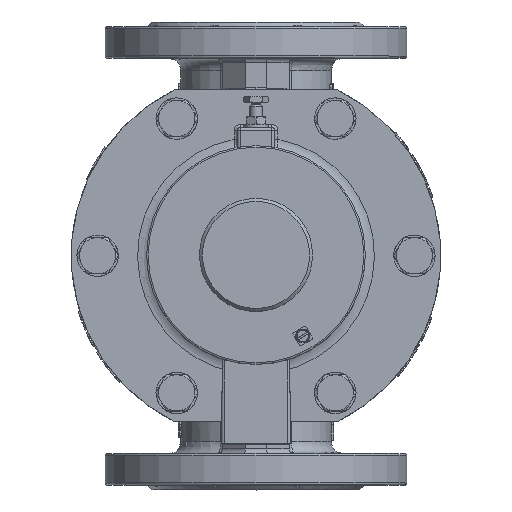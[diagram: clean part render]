
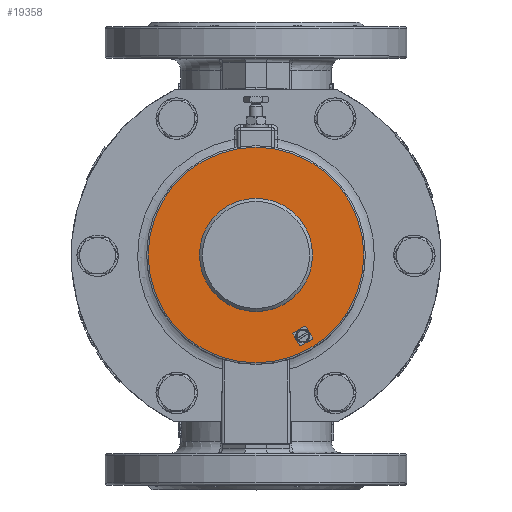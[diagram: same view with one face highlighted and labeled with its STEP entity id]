
A CAD part, top view. The second image highlights one B-rep face of the part: STEP entity #19358.
In plain terms, the highlighted planar face has unit normal (0, 0, 1).
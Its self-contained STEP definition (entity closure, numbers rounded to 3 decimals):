
#482=FACE_BOUND('',#5817,.T.);
#483=FACE_BOUND('',#5818,.T.);
#2101=LINE('',#28688,#3226);
#2112=LINE('',#28709,#3237);
#2113=LINE('',#28712,#3238);
#2115=LINE('',#28716,#3240);
#2117=LINE('',#28720,#3242);
#2119=LINE('',#28724,#3244);
#2121=LINE('',#28728,#3246);
#2123=LINE('',#28731,#3248);
#3226=VECTOR('',#22792,9.);
#3237=VECTOR('',#22807,0.707);
#3238=VECTOR('',#22810,0.707);
#3240=VECTOR('',#22814,9.);
#3242=VECTOR('',#22818,0.707);
#3244=VECTOR('',#22822,9.);
#3246=VECTOR('',#22826,0.707);
#3248=VECTOR('',#22830,9.);
#4600=FACE_OUTER_BOUND('',#5816,.T.);
#5816=EDGE_LOOP('',(#13589));
#5817=EDGE_LOOP('',(#13590,#13591,#13592,#13593,#13594,#13595,#13596,#13597));
#5818=EDGE_LOOP('',(#13598));
#7130=CIRCLE('',#20702,71.5);
#7131=CIRCLE('',#20703,30.);
#7948=VERTEX_POINT('',#28684);
#7950=VERTEX_POINT('',#28687);
#7958=VERTEX_POINT('',#28707);
#7959=VERTEX_POINT('',#28711);
#7960=VERTEX_POINT('',#28715);
#7961=VERTEX_POINT('',#28719);
#7962=VERTEX_POINT('',#28723);
#7963=VERTEX_POINT('',#28727);
#7964=VERTEX_POINT('',#28733);
#7965=VERTEX_POINT('',#28735);
#10078=EDGE_CURVE('',#7950,#7948,#2101,.T.);
#10089=EDGE_CURVE('',#7948,#7958,#2112,.T.);
#10090=EDGE_CURVE('',#7959,#7950,#2113,.T.);
#10092=EDGE_CURVE('',#7960,#7959,#2115,.T.);
#10094=EDGE_CURVE('',#7961,#7960,#2117,.T.);
#10096=EDGE_CURVE('',#7962,#7961,#2119,.T.);
#10098=EDGE_CURVE('',#7963,#7962,#2121,.T.);
#10100=EDGE_CURVE('',#7958,#7963,#2123,.T.);
#10101=EDGE_CURVE('',#7964,#7964,#7130,.T.);
#10102=EDGE_CURVE('',#7965,#7965,#7131,.T.);
#13589=ORIENTED_EDGE('',*,*,#10101,.F.);
#13590=ORIENTED_EDGE('',*,*,#10078,.T.);
#13591=ORIENTED_EDGE('',*,*,#10089,.T.);
#13592=ORIENTED_EDGE('',*,*,#10100,.T.);
#13593=ORIENTED_EDGE('',*,*,#10098,.T.);
#13594=ORIENTED_EDGE('',*,*,#10096,.T.);
#13595=ORIENTED_EDGE('',*,*,#10094,.T.);
#13596=ORIENTED_EDGE('',*,*,#10092,.T.);
#13597=ORIENTED_EDGE('',*,*,#10090,.T.);
#13598=ORIENTED_EDGE('',*,*,#10102,.F.);
#18753=PLANE('',#20701);
#19358=ADVANCED_FACE('',(#4600,#482,#483),#18753,.T.);
#20701=AXIS2_PLACEMENT_3D('',#28732,#22831,#22832);
#20702=AXIS2_PLACEMENT_3D('',#28734,#22833,#22834);
#20703=AXIS2_PLACEMENT_3D('',#28736,#22835,#22836);
#22792=DIRECTION('',(-0.866,-0.5,0.));
#22807=DIRECTION('',(-0.966,0.259,0.));
#22810=DIRECTION('',(-0.259,-0.966,0.));
#22814=DIRECTION('',(0.5,-0.866,0.));
#22818=DIRECTION('',(0.966,-0.259,0.));
#22822=DIRECTION('',(0.866,0.5,0.));
#22826=DIRECTION('',(0.259,0.966,0.));
#22830=DIRECTION('',(-0.5,0.866,0.));
#22831=DIRECTION('center_axis',(0.,0.,
1.));
#22832=DIRECTION('ref_axis',(1.,0.,0.));
#22833=DIRECTION('center_axis',(0.,0.,
-1.));
#22834=DIRECTION('ref_axis',(-1.,0.,0.));
#22835=DIRECTION('center_axis',(0.,0.,
1.));
#22836=DIRECTION('ref_axis',(0.,-1.,0.));
#28684=CARTESIAN_POINT('',(29.603,-60.274,370.));
#28687=CARTESIAN_POINT('',(37.397,-55.774,370.));
#28688=CARTESIAN_POINT('',(9.04,-72.146,370.));
#28707=CARTESIAN_POINT('',(28.92,-60.091,370.));
#28709=CARTESIAN_POINT('',(-25.034,-45.635,370.));
#28711=CARTESIAN_POINT('',(37.58,-55.091,370.));
#28712=CARTESIAN_POINT('',(40.784,-43.134,370.));
#28715=CARTESIAN_POINT('',(33.08,-47.297,370.));
#28716=CARTESIAN_POINT('',(9.705,-6.81,370.));
#28719=CARTESIAN_POINT('',(32.397,-47.114,370.));
#28720=CARTESIAN_POINT('',(-21.557,-32.657,370.));
#28723=CARTESIAN_POINT('',(24.603,-51.614,370.));
#28724=CARTESIAN_POINT('',(-0.29,-65.986,370.));
#28727=CARTESIAN_POINT('',(24.42,-52.297,370.));
#28728=CARTESIAN_POINT('',(27.807,-39.657,370.));
#28731=CARTESIAN_POINT('',(3.545,-16.14,370.));
#28732=CARTESIAN_POINT('Origin',(-71.,0.,
370.));
#28733=CARTESIAN_POINT('',(-71.5,0.,370.));
#28734=CARTESIAN_POINT('Origin',(0.,0.,
370.));
#28735=CARTESIAN_POINT('',(0.,30.,370.));
#28736=CARTESIAN_POINT('Origin',(0.,0.,
370.));
